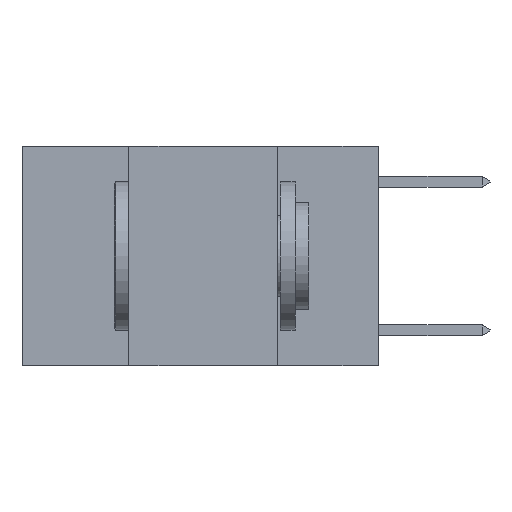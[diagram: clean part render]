
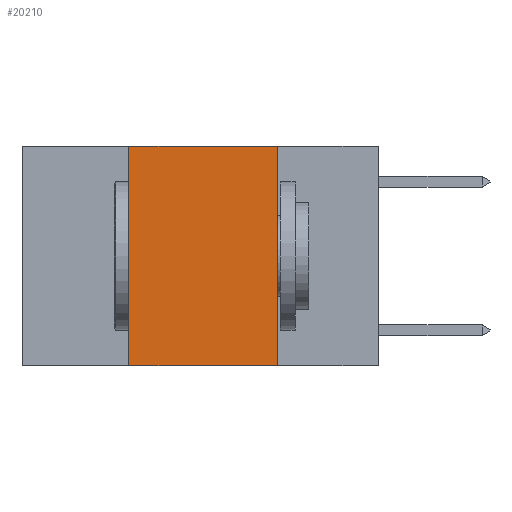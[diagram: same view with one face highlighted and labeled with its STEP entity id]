
A CAD part, left-side view. The second image highlights one B-rep face of the part: STEP entity #20210.
In plain terms, the highlighted planar face has unit normal (-1, 0, 0).
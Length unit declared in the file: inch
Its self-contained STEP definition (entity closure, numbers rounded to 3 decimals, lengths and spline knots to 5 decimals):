
#742 = VECTOR ( 'NONE', #19379, 39.37008 ) ;
#948 = EDGE_CURVE ( 'NONE', #13491, #4202, #12105, .T. ) ;
#1718 = LINE ( 'NONE', #17841, #7501 ) ;
#1944 = EDGE_LOOP ( 'NONE', ( #7259, #8574, #3701, #13650 ) ) ;
#2297 = CARTESIAN_POINT ( 'NONE',  ( 0., 0.6, 0. ) ) ;
#3701 = ORIENTED_EDGE ( 'NONE', *, *, #6374, .F. ) ;
#3988 = DIRECTION ( 'NONE',  ( 0., -1., 0. ) ) ;
#4072 = CARTESIAN_POINT ( 'NONE',  ( 0., 0.6, 0. ) ) ;
#4186 = VECTOR ( 'NONE', #3988, 39.37008 ) ;
#4202 = VERTEX_POINT ( 'NONE', #18248 ) ;
#5550 = CARTESIAN_POINT ( 'NONE',  ( 0., 0.17, 0. ) ) ;
#6374 = EDGE_CURVE ( 'NONE', #20848, #13491, #20693, .T. ) ;
#7156 = PLANE ( 'NONE',  #9397 ) ;
#7259 = ORIENTED_EDGE ( 'NONE', *, *, #8486, .F. ) ;
#7473 = FACE_OUTER_BOUND ( 'NONE', #1944, .T. ) ;
#7501 = VECTOR ( 'NONE', #17637, 39.37008 ) ;
#8486 = EDGE_CURVE ( 'NONE', #4202, #18786, #8865, .T. ) ;
#8574 = ORIENTED_EDGE ( 'NONE', *, *, #948, .F. ) ;
#8865 = LINE ( 'NONE', #5550, #12043 ) ;
#9303 = CARTESIAN_POINT ( 'NONE',  ( 0., 0.42, 0. ) ) ;
#9397 = AXIS2_PLACEMENT_3D ( 'NONE', #4072, #18513, #10775 ) ;
#10775 = DIRECTION ( 'NONE',  ( 0., 0., -1. ) ) ;
#11037 = EDGE_CURVE ( 'NONE', #20848, #18786, #1718, .T. ) ;
#12043 = VECTOR ( 'NONE', #12065, 39.37008 ) ;
#12065 = DIRECTION ( 'NONE',  ( 0., 0., -1. ) ) ;
#12105 = LINE ( 'NONE', #2297, #4186 ) ;
#13491 = VERTEX_POINT ( 'NONE', #9303 ) ;
#13650 = ORIENTED_EDGE ( 'NONE', *, *, #11037, .T. ) ;
#14369 = CARTESIAN_POINT ( 'NONE',  ( 0., 0.42, -0.37 ) ) ;
#15475 = CARTESIAN_POINT ( 'NONE',  ( 0., 0.17, -0.37 ) ) ;
#17637 = DIRECTION ( 'NONE',  ( 0., -1., 0. ) ) ;
#17797 = CARTESIAN_POINT ( 'NONE',  ( 0., 0.42, 0. ) ) ;
#17841 = CARTESIAN_POINT ( 'NONE',  ( 0., 0.6, -0.37 ) ) ;
#18248 = CARTESIAN_POINT ( 'NONE',  ( 0., 0.17, 0. ) ) ;
#18513 = DIRECTION ( 'NONE',  ( 1., 0., 0. ) ) ;
#18786 = VERTEX_POINT ( 'NONE', #15475 ) ;
#19379 = DIRECTION ( 'NONE',  ( 0., 0., 1. ) ) ;
#20210 = ADVANCED_FACE ( 'NONE', ( #7473 ), #7156, .F. ) ;
#20693 = LINE ( 'NONE', #17797, #742 ) ;
#20848 = VERTEX_POINT ( 'NONE', #14369 ) ;
